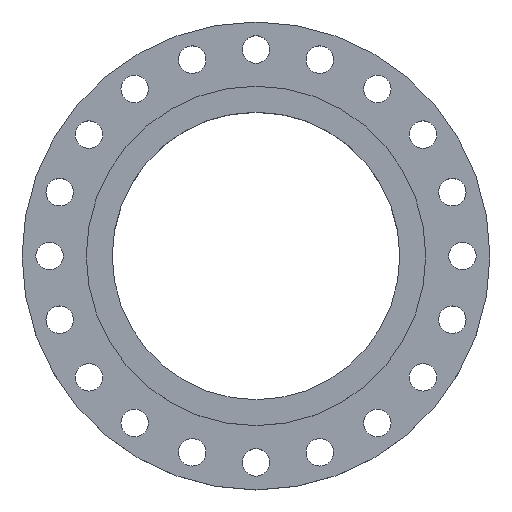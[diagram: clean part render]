
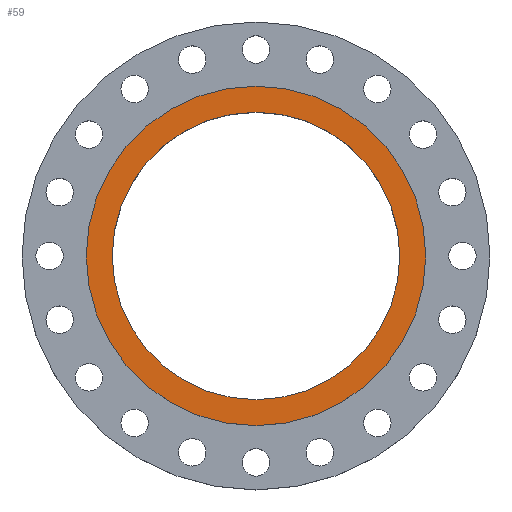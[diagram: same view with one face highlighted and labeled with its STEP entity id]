
A CAD part, top view. The second image highlights one B-rep face of the part: STEP entity #59.
In plain terms, the highlighted planar face has unit normal (0, 0, 1).
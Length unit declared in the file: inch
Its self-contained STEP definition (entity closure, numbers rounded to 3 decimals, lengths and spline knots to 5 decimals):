
#27 = ORIENTED_EDGE ( 'NONE', *, *, #1693, .F. ) ;
#58 = EDGE_LOOP ( 'NONE', ( #62, #27 ) ) ;
#59 = ADVANCED_FACE ( 'NONE', ( #783, #367 ), #971, .F. ) ;
#62 = ORIENTED_EDGE ( 'NONE', *, *, #1989, .F. ) ;
#95 = CIRCLE ( 'NONE', #388, 9.25 ) ;
#167 = AXIS2_PLACEMENT_3D ( 'NONE', #1554, #748, #1864 ) ;
#178 = CIRCLE ( 'NONE', #959, 7.835 ) ;
#207 = DIRECTION ( 'NONE',  ( 1., 0., 0. ) ) ;
#231 = VERTEX_POINT ( 'NONE', #1704 ) ;
#257 = DIRECTION ( 'NONE',  ( 0., 0., 1. ) ) ;
#363 = VERTEX_POINT ( 'NONE', #563 ) ;
#367 = FACE_OUTER_BOUND ( 'NONE', #1655, .T. ) ;
#388 = AXIS2_PLACEMENT_3D ( 'NONE', #1008, #257, #730 ) ;
#473 = CARTESIAN_POINT ( 'NONE',  ( 9.25, 0., 0. ) ) ;
#563 = CARTESIAN_POINT ( 'NONE',  ( -9.25, 0., 0. ) ) ;
#565 = VERTEX_POINT ( 'NONE', #739 ) ;
#677 = ORIENTED_EDGE ( 'NONE', *, *, #1496, .T. ) ;
#684 = CIRCLE ( 'NONE', #167, 9.25 ) ;
#730 = DIRECTION ( 'NONE',  ( 1., 0., 0. ) ) ;
#739 = CARTESIAN_POINT ( 'NONE',  ( 7.835, 0., 0. ) ) ;
#748 = DIRECTION ( 'NONE',  ( 0., 0., 1. ) ) ;
#783 = FACE_BOUND ( 'NONE', #58, .T. ) ;
#789 = DIRECTION ( 'NONE',  ( 0., 0., 1. ) ) ;
#959 = AXIS2_PLACEMENT_3D ( 'NONE', #1779, #988, #207 ) ;
#971 = PLANE ( 'NONE',  #1004 ) ;
#973 = VERTEX_POINT ( 'NONE', #473 ) ;
#988 = DIRECTION ( 'NONE',  ( 0., 0., 1. ) ) ;
#1004 = AXIS2_PLACEMENT_3D ( 'NONE', #1284, #1409, #1933 ) ;
#1008 = CARTESIAN_POINT ( 'NONE',  ( 0., 0., 0. ) ) ;
#1128 = ORIENTED_EDGE ( 'NONE', *, *, #1858, .T. ) ;
#1284 = CARTESIAN_POINT ( 'NONE',  ( 0., 7.835, 0. ) ) ;
#1409 = DIRECTION ( 'NONE',  ( 0., 0., -1. ) ) ;
#1414 = DIRECTION ( 'NONE',  ( 1., 0., 0. ) ) ;
#1496 = EDGE_CURVE ( 'NONE', #973, #363, #684, .T. ) ;
#1554 = CARTESIAN_POINT ( 'NONE',  ( 0., 0., 0. ) ) ;
#1655 = EDGE_LOOP ( 'NONE', ( #677, #1128 ) ) ;
#1693 = EDGE_CURVE ( 'NONE', #231, #565, #178, .T. ) ;
#1704 = CARTESIAN_POINT ( 'NONE',  ( -7.835, 0., 0. ) ) ;
#1709 = AXIS2_PLACEMENT_3D ( 'NONE', #1900, #789, #1414 ) ;
#1779 = CARTESIAN_POINT ( 'NONE',  ( 0., 0., 0. ) ) ;
#1852 = CIRCLE ( 'NONE', #1709, 7.835 ) ;
#1858 = EDGE_CURVE ( 'NONE', #363, #973, #95, .T. ) ;
#1864 = DIRECTION ( 'NONE',  ( 1., 0., 0. ) ) ;
#1900 = CARTESIAN_POINT ( 'NONE',  ( 0., 0., 0. ) ) ;
#1933 = DIRECTION ( 'NONE',  ( -1., 0., 0. ) ) ;
#1989 = EDGE_CURVE ( 'NONE', #565, #231, #1852, .T. ) ;
